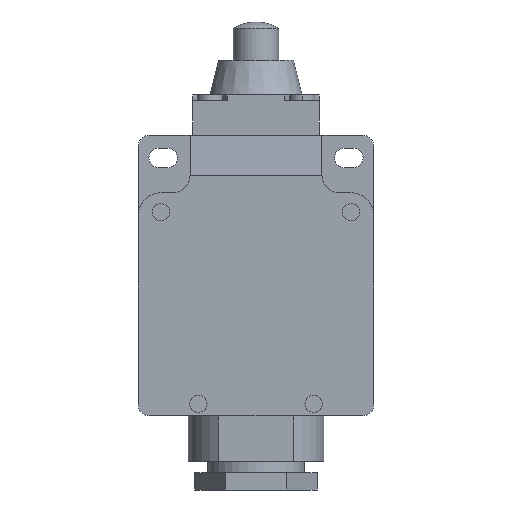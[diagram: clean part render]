
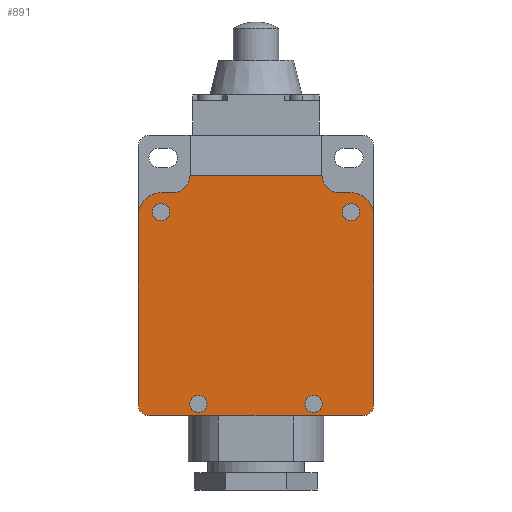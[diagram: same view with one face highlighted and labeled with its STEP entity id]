
A CAD part, front view. The second image highlights one B-rep face of the part: STEP entity #891.
In plain terms, the highlighted planar face has unit normal (0, -1, 0).
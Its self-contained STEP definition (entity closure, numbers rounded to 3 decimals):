
#314=CARTESIAN_POINT('POINT23',(-19.095,-15.,54.991));
#315=VERTEX_POINT('VERTEX23',#314);
#322=CARTESIAN_POINT('POINT24',(-22.905,-15.,54.991));
#323=VERTEX_POINT('VERTEX24',#322);
#324=CARTESIAN_POINT('POS37',(-21.,-15.,54.991));
#325=DIRECTION('DIR54',(0.,1.,0.));
#326=DIRECTION('DIR55',(1.,0.,0.));
#327=AXIS2_PLACEMENT_3D('AXIS18',#324,#325,#326);
#328=CIRCLE('ELLIPSE6',#327,1.905);
#329=EDGE_CURVE('EDGE30',#323,#315,#328,.T.);
#349=EDGE_CURVE('EDGE32',#315,#323,#328,.T.);
#354=CARTESIAN_POINT('POINT25',(22.905,-15.,54.991));
#355=VERTEX_POINT('VERTEX25',#354);
#362=CARTESIAN_POINT('POINT26',(19.095,-15.,54.991));
#363=VERTEX_POINT('VERTEX26',#362);
#364=CARTESIAN_POINT('POS41',(21.,-15.,54.991));
#365=DIRECTION('DIR60',(0.,1.,0.));
#366=DIRECTION('DIR61',(1.,0.,0.));
#367=AXIS2_PLACEMENT_3D('AXIS20',#364,#365,#366);
#368=CIRCLE('ELLIPSE7',#367,1.905);
#369=EDGE_CURVE('EDGE34',#363,#355,#368,.T.);
#389=EDGE_CURVE('EDGE36',#355,#363,#368,.T.);
#394=CARTESIAN_POINT('POINT27',(-10.795,-15.,12.7));
#395=VERTEX_POINT('VERTEX27',#394);
#402=CARTESIAN_POINT('POINT28',(-14.605,-15.,12.7));
#403=VERTEX_POINT('VERTEX28',#402);
#404=CARTESIAN_POINT('POS45',(-12.7,-15.,12.7));
#405=DIRECTION('DIR66',(0.,1.,0.));
#406=DIRECTION('DIR67',(1.,0.,0.));
#407=AXIS2_PLACEMENT_3D('AXIS22',#404,#405,#406);
#408=CIRCLE('ELLIPSE8',#407,1.905);
#409=EDGE_CURVE('EDGE38',#403,#395,#408,.T.);
#429=EDGE_CURVE('EDGE40',#395,#403,#408,.T.);
#434=CARTESIAN_POINT('POINT29',(14.605,-15.,12.7));
#435=VERTEX_POINT('VERTEX29',#434);
#442=CARTESIAN_POINT('POINT30',(10.795,-15.,12.7));
#443=VERTEX_POINT('VERTEX30',#442);
#444=CARTESIAN_POINT('POS49',(12.7,-15.,12.7));
#445=DIRECTION('DIR72',(0.,1.,0.));
#446=DIRECTION('DIR73',(1.,0.,0.));
#447=AXIS2_PLACEMENT_3D('AXIS24',#444,#445,#446);
#448=CIRCLE('ELLIPSE9',#447,1.905);
#449=EDGE_CURVE('EDGE42',#443,#435,#448,.T.);
#469=EDGE_CURVE('EDGE44',#435,#443,#448,.T.);
#476=CARTESIAN_POINT('POINT32',(26.,-15.,12.54));
#477=VERTEX_POINT('VERTEX32',#476);
#492=CARTESIAN_POINT('POINT34',(26.,-15.,54.22));
#493=VERTEX_POINT('VERTEX34',#492);
#500=CARTESIAN_POINT('POS55',(26.,-15.,36.536));
#501=DIRECTION('DIR80',(0.,0.,-1.));
#502=VECTOR('VEC30',#501,25.4);
#503=LINE('STRAIGHT30',#500,#502);
#504=EDGE_CURVE('EDGE48',#493,#477,#503,.T.);
#523=CARTESIAN_POINT('POINT36',(20.92,-15.,59.3));
#524=VERTEX_POINT('VERTEX36',#523);
#531=CARTESIAN_POINT('POS59',(20.92,-15.,54.22));
#532=DIRECTION('DIR86',(0.,-1.,0.));
#533=DIRECTION('DIR87',(0.,0.,1.));
#534=AXIS2_PLACEMENT_3D('AXIS28',#531,#532,#533);
#535=CIRCLE('ELLIPSE11',#534,5.08);
#536=EDGE_CURVE('EDGE51',#493,#524,#535,.T.);
#555=CARTESIAN_POINT('POINT38',(18.38,-15.,59.3));
#556=VERTEX_POINT('VERTEX38',#555);
#563=CARTESIAN_POINT('POS63',(10.46,-15.,59.3));
#564=DIRECTION('DIR92',(-1.,0.,0.));
#565=VECTOR('VEC34',#564,25.4);
#566=LINE('STRAIGHT34',#563,#565);
#567=EDGE_CURVE('EDGE54',#524,#556,#566,.T.);
#588=CARTESIAN_POINT('POINT41',(-20.92,-15.,59.3));
#589=VERTEX_POINT('VERTEX41',#588);
#596=CARTESIAN_POINT('POINT42',(-18.38,-15.,59.3));
#597=VERTEX_POINT('VERTEX42',#596);
#598=CARTESIAN_POINT('POS67',(-9.19,-15.,59.3));
#599=DIRECTION('DIR97',(-1.,0.,0.));
#600=VECTOR('VEC37',#599,25.4);
#601=LINE('STRAIGHT37',#598,#600);
#602=EDGE_CURVE('EDGE57',#597,#589,#601,.T.);
#627=CARTESIAN_POINT('POINT44',(-26.,-15.,54.22));
#628=VERTEX_POINT('VERTEX44',#627);
#635=CARTESIAN_POINT('POS72',(-20.92,-15.,54.22));
#636=DIRECTION('DIR104',(0.,-1.,
   0.));
#637=DIRECTION('DIR105',(0.,0.,
   1.));
#638=AXIS2_PLACEMENT_3D('AXIS33',#635,#636,#637);
#639=CIRCLE('ELLIPSE13',#638,5.08);
#640=EDGE_CURVE('EDGE61',#589,#628,#639,.T.);
#653=CARTESIAN_POINT('POINT46',(-26.,-15.,12.54));
#654=VERTEX_POINT('VERTEX46',#653);
#661=CARTESIAN_POINT('POS75',(-26.,-15.,36.536));
#662=DIRECTION('DIR109',(0.,0.,-1.));
#663=VECTOR('VEC41',#662,25.4);
#664=LINE('STRAIGHT41',#661,#663);
#665=EDGE_CURVE('EDGE63',#628,#654,#664,.T.);
#691=CARTESIAN_POINT('POINT48',(-23.46,-15.,10.));
#692=VERTEX_POINT('VERTEX48',#691);
#699=CARTESIAN_POINT('POS80',(-23.46,-15.,12.54));
#700=DIRECTION('DIR116',(0.,-1.,
   0.));
#701=DIRECTION('DIR117',(0.,0.,
   -1.));
#702=AXIS2_PLACEMENT_3D('AXIS37',#699,#700,#701);
#703=CIRCLE('ELLIPSE15',#702,2.54);
#704=EDGE_CURVE('EDGE67',#654,#692,#703,.T.);
#724=CARTESIAN_POINT('POINT50',(23.46,-15.,10.));
#725=VERTEX_POINT('VERTEX50',#724);
#732=CARTESIAN_POINT('POS84',(0.,-15.,10.));
#733=DIRECTION('DIR122',(-1.,0.,0.));
#734=VECTOR('VEC46',#733,25.4);
#735=LINE('STRAIGHT46',#732,#734);
#736=EDGE_CURVE('EDGE70',#725,#692,#735,.T.);
#754=CARTESIAN_POINT('POS87',(23.46,-15.,12.54));
#755=DIRECTION('DIR127',(0.,-1.,
   0.));
#756=DIRECTION('DIR128',(0.,0.,
   -1.));
#757=AXIS2_PLACEMENT_3D('AXIS41',#754,#755,#756);
#758=CIRCLE('ELLIPSE17',#757,2.54);
#759=EDGE_CURVE('EDGE72',#725,#477,#758,.T.);
#819=CARTESIAN_POINT('POINT54',(14.57,-15.,
   63.072));
#820=VERTEX_POINT('VERTEX54',#819);
#827=CARTESIAN_POINT('POS95',(18.38,-15.,63.11));
#828=DIRECTION('DIR140',(0.,1.,0.));
#829=DIRECTION('DIR141',(-1.,0.,0.));
#830=AXIS2_PLACEMENT_3D('AXIS46',#827,#828,#829);
#831=CIRCLE('ELLIPSE20',#830,3.81);
#832=EDGE_CURVE('EDGE79',#556,#820,#831,.T.);
#843=ORIENTED_EDGE('COEDGE127',*,*,#469,.T.);
#844=ORIENTED_EDGE('COEDGE128',*,*,#449,.T.);
#845=EDGE_LOOP('NONE',(#843,#844));
#846=FACE_BOUND('LOOP1',#845,.T.);
#847=ORIENTED_EDGE('COEDGE129',*,*,#429,.T.);
#848=ORIENTED_EDGE('COEDGE130',*,*,#409,.T.);
#849=EDGE_LOOP('NONE',(#847,#848));
#850=FACE_BOUND('LOOP1',#849,.T.);
#851=ORIENTED_EDGE('COEDGE131',*,*,#389,.T.);
#852=ORIENTED_EDGE('COEDGE132',*,*,#369,.T.);
#853=EDGE_LOOP('NONE',(#851,#852));
#854=FACE_BOUND('LOOP1',#853,.T.);
#855=ORIENTED_EDGE('COEDGE133',*,*,#349,.T.);
#856=ORIENTED_EDGE('COEDGE134',*,*,#329,.T.);
#857=EDGE_LOOP('NONE',(#855,#856));
#858=FACE_BOUND('LOOP1',#857,.T.);
#859=ORIENTED_EDGE('COEDGE135',*,*,#759,.T.);
#860=ORIENTED_EDGE('COEDGE136',*,*,#504,.F.);
#861=ORIENTED_EDGE('COEDGE137',*,*,#536,.T.);
#862=ORIENTED_EDGE('COEDGE138',*,*,#567,.T.);
#863=ORIENTED_EDGE('COEDGE139',*,*,#832,.T.);
#864=CARTESIAN_POINT('POINT55',(-14.57,-15.,
   63.072));
#865=VERTEX_POINT('VERTEX55',#864);
#866=CARTESIAN_POINT('POS97',(0.,-15.,63.072));
#867=DIRECTION('DIR144',(1.,0.,0.));
#868=VECTOR('VEC50',#867,25.4);
#869=LINE('STRAIGHT50',#866,#868);
#870=EDGE_CURVE('EDGE80',#865,#820,#869,.T.);
#871=ORIENTED_EDGE('COEDGE140',*,*,#870,.F.);
#872=CARTESIAN_POINT('POS98',(-18.38,-15.,63.11));
#873=DIRECTION('DIR145',(0.,1.,0.));
#874=DIRECTION('DIR146',(1.,0.,0.));
#875=AXIS2_PLACEMENT_3D('AXIS48',#872,#873,#874);
#876=CIRCLE('ELLIPSE21',#875,3.81);
#877=EDGE_CURVE('EDGE81',#865,#597,#876,.T.);
#878=ORIENTED_EDGE('COEDGE141',*,*,#877,.T.);
#879=ORIENTED_EDGE('COEDGE142',*,*,#602,.T.);
#880=ORIENTED_EDGE('COEDGE143',*,*,#640,.T.);
#881=ORIENTED_EDGE('COEDGE144',*,*,#665,.T.);
#882=ORIENTED_EDGE('COEDGE145',*,*,#704,.T.);
#883=ORIENTED_EDGE('COEDGE146',*,*,#736,.F.);
#884=EDGE_LOOP('NONE',(#859,#860,#861,#862,#863,#871,#878,#879,#880,#881
   ,#882,#883));
#885=FACE_BOUND('LOOP1',#884,.T.);
#886=CARTESIAN_POINT('POS99',(0.,-15.,36.536));
#887=DIRECTION('DIR147',(0.,1.,0.));
#888=DIRECTION('DIR148',(1.,0.,0.));
#889=AXIS2_PLACEMENT_3D('AXIS49',#886,#887,#888);
#890=PLANE('PLANE18',#889);
#891=ADVANCED_FACE('FACE33',(#846,#850,#854,#858,#885),#890,.F.);
